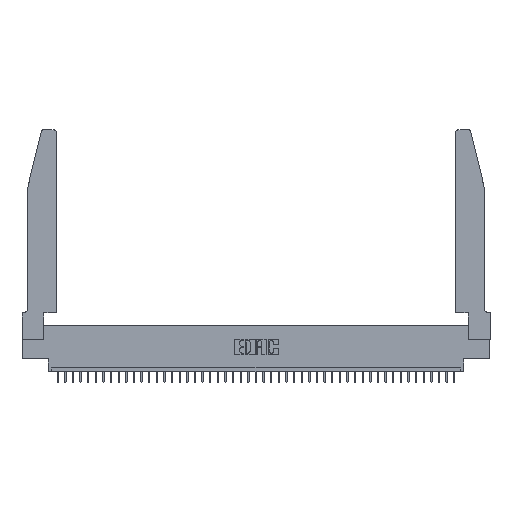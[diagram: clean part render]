
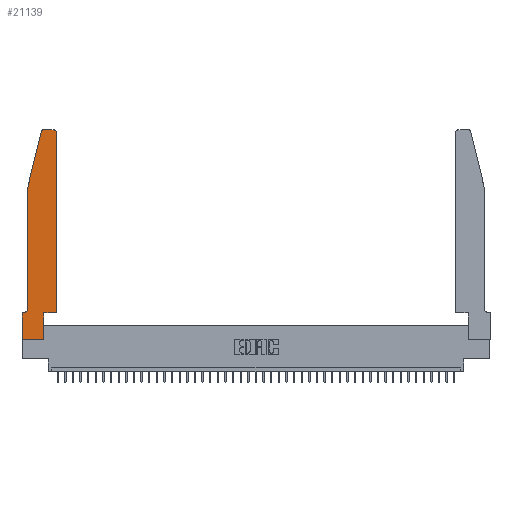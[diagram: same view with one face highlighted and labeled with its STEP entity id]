
A CAD part, top view. The second image highlights one B-rep face of the part: STEP entity #21139.
In plain terms, the highlighted planar face has unit normal (0, 0, 1).
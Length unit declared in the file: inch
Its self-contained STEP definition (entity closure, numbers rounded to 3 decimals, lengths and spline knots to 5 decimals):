
#268 = LINE ( 'NONE', #27033, #31354 ) ;
#1946 = EDGE_CURVE ( 'NONE', #9676, #18174, #268, .T. ) ;
#2051 = DIRECTION ( 'NONE',  ( 0., 0., 1. ) ) ;
#2079 = VERTEX_POINT ( 'NONE', #7196 ) ;
#2507 = VECTOR ( 'NONE', #22314, 39.37008 ) ;
#2764 = ORIENTED_EDGE ( 'NONE', *, *, #19496, .T. ) ;
#3228 = CARTESIAN_POINT ( 'NONE',  ( 0.4505, 2.72, 0.37 ) ) ;
#3897 = CARTESIAN_POINT ( 'NONE',  ( 0., 0.35, 0.37 ) ) ;
#4430 = VECTOR ( 'NONE', #33554, 39.37008 ) ;
#4501 = AXIS2_PLACEMENT_3D ( 'NONE', #32117, #2051, #15450 ) ;
#5726 = CARTESIAN_POINT ( 'NONE',  ( 0.0055, 0.35, 0.37 ) ) ;
#5944 = LINE ( 'NONE', #39959, #4430 ) ;
#6562 = EDGE_CURVE ( 'NONE', #18874, #21641, #33700, .T. ) ;
#7097 = CARTESIAN_POINT ( 'NONE',  ( 0., 0., 0.37 ) ) ;
#7181 = EDGE_CURVE ( 'NONE', #39766, #9676, #17270, .T. ) ;
#7195 = PLANE ( 'NONE',  #16619 ) ;
#7196 = CARTESIAN_POINT ( 'NONE',  ( 0.0755, 0.42, 0.37 ) ) ;
#8464 = CARTESIAN_POINT ( 'NONE',  ( 0.4505, 0.35, 0.37 ) ) ;
#9676 = VERTEX_POINT ( 'NONE', #8464 ) ;
#10377 = LINE ( 'NONE', #7097, #27789 ) ;
#10512 = LINE ( 'NONE', #13387, #10993 ) ;
#10966 = DIRECTION ( 'NONE',  ( 0., 0., -1. ) ) ;
#10987 = EDGE_CURVE ( 'NONE', #22005, #13283, #5944, .T. ) ;
#10993 = VECTOR ( 'NONE', #16890, 39.37008 ) ;
#12243 = CARTESIAN_POINT ( 'NONE',  ( 0., 0., 0.37 ) ) ;
#13012 = CARTESIAN_POINT ( 'NONE',  ( 0.284, 2.75, 0.37 ) ) ;
#13283 = VERTEX_POINT ( 'NONE', #21373 ) ;
#13387 = CARTESIAN_POINT ( 'NONE',  ( 0.2605, 2.75, 0.37 ) ) ;
#14999 = CARTESIAN_POINT ( 'NONE',  ( 0.284, 2.72, 0.37 ) ) ;
#15450 = DIRECTION ( 'NONE',  ( 1., 0., 0. ) ) ;
#15518 = ORIENTED_EDGE ( 'NONE', *, *, #7181, .T. ) ;
#15909 = DIRECTION ( 'NONE',  ( 1., 0., 0. ) ) ;
#16190 = DIRECTION ( 'NONE',  ( -0.239, -0.971, 0. ) ) ;
#16466 = AXIS2_PLACEMENT_3D ( 'NONE', #36894, #10966, #16917 ) ;
#16501 = EDGE_CURVE ( 'NONE', #22055, #26498, #10377, .T. ) ;
#16619 = AXIS2_PLACEMENT_3D ( 'NONE', #3897, #26211, #15909 ) ;
#16890 = DIRECTION ( 'NONE',  ( -1., 0., 0. ) ) ;
#16917 = DIRECTION ( 'NONE',  ( -1., 0., 0. ) ) ;
#16919 = EDGE_CURVE ( 'NONE', #2079, #22005, #34667, .T. ) ;
#17270 = LINE ( 'NONE', #31080, #27445 ) ;
#17726 = CARTESIAN_POINT ( 'NONE',  ( 0.2865, 0.35, 0.37 ) ) ;
#18008 = EDGE_CURVE ( 'NONE', #13283, #22055, #42308, .T. ) ;
#18126 = EDGE_CURVE ( 'NONE', #21641, #40715, #32843, .T. ) ;
#18174 = VERTEX_POINT ( 'NONE', #3228 ) ;
#18625 = VECTOR ( 'NONE', #16190, 39.37008 ) ;
#18874 = VERTEX_POINT ( 'NONE', #13012 ) ;
#19416 = ORIENTED_EDGE ( 'NONE', *, *, #16501, .T. ) ;
#19496 = EDGE_CURVE ( 'NONE', #33159, #18874, #10512, .T. ) ;
#19883 = ORIENTED_EDGE ( 'NONE', *, *, #10987, .T. ) ;
#20936 = DIRECTION ( 'NONE',  ( 1., 0., 0. ) ) ;
#21139 = ADVANCED_FACE ( 'NONE', ( #37246 ), #7195, .T. ) ;
#21373 = CARTESIAN_POINT ( 'NONE',  ( 0., 0.35, 0.37 ) ) ;
#21641 = VERTEX_POINT ( 'NONE', #34039 ) ;
#21655 = CARTESIAN_POINT ( 'NONE',  ( 0.0755, 2., 0.37 ) ) ;
#21900 = DIRECTION ( 'NONE',  ( 0., 1., 0. ) ) ;
#22005 = VERTEX_POINT ( 'NONE', #5726 ) ;
#22055 = VERTEX_POINT ( 'NONE', #26545 ) ;
#22314 = DIRECTION ( 'NONE',  ( 0., -1., 0. ) ) ;
#23600 = ORIENTED_EDGE ( 'NONE', *, *, #18008, .T. ) ;
#23762 = DIRECTION ( 'NONE',  ( 1., 0., 0. ) ) ;
#25985 = DIRECTION ( 'NONE',  ( 0., 1., 0. ) ) ;
#26211 = DIRECTION ( 'NONE',  ( 0., 0., 1. ) ) ;
#26498 = VERTEX_POINT ( 'NONE', #31719 ) ;
#26545 = CARTESIAN_POINT ( 'NONE',  ( 0., 0., 0.37 ) ) ;
#27033 = CARTESIAN_POINT ( 'NONE',  ( 0.4505, 0.35, 0.37 ) ) ;
#27445 = VECTOR ( 'NONE', #37249, 39.37008 ) ;
#27656 = CARTESIAN_POINT ( 'NONE',  ( 0.4205, 2.75, 0.37 ) ) ;
#27789 = VECTOR ( 'NONE', #23762, 39.37008 ) ;
#28458 = ORIENTED_EDGE ( 'NONE', *, *, #34570, .T. ) ;
#28660 = DIRECTION ( 'NONE',  ( 0., -1., 0. ) ) ;
#29314 = ORIENTED_EDGE ( 'NONE', *, *, #16919, .T. ) ;
#30487 = ORIENTED_EDGE ( 'NONE', *, *, #18126, .T. ) ;
#31068 = ORIENTED_EDGE ( 'NONE', *, *, #41847, .T. ) ;
#31080 = CARTESIAN_POINT ( 'NONE',  ( 0.4505, 0.35, 0.37 ) ) ;
#31106 = CIRCLE ( 'NONE', #4501, 0.03 ) ;
#31354 = VECTOR ( 'NONE', #21900, 39.37008 ) ;
#31719 = CARTESIAN_POINT ( 'NONE',  ( 0.2865, 0., 0.37 ) ) ;
#31960 = LINE ( 'NONE', #21655, #34494 ) ;
#32117 = CARTESIAN_POINT ( 'NONE',  ( 0.4205, 2.72, 0.37 ) ) ;
#32843 = LINE ( 'NONE', #39670, #18625 ) ;
#33159 = VERTEX_POINT ( 'NONE', #27656 ) ;
#33554 = DIRECTION ( 'NONE',  ( -1., 0., 0. ) ) ;
#33700 = CIRCLE ( 'NONE', #39333, 0.03 ) ;
#34039 = CARTESIAN_POINT ( 'NONE',  ( 0.25487, 2.72718, 0.37 ) ) ;
#34494 = VECTOR ( 'NONE', #28660, 39.37008 ) ;
#34570 = EDGE_CURVE ( 'NONE', #26498, #39766, #39827, .T. ) ;
#34667 = CIRCLE ( 'NONE', #16466, 0.07 ) ;
#35033 = ORIENTED_EDGE ( 'NONE', *, *, #39781, .T. ) ;
#35516 = ORIENTED_EDGE ( 'NONE', *, *, #6562, .T. ) ;
#35941 = ORIENTED_EDGE ( 'NONE', *, *, #1946, .T. ) ;
#36402 = VECTOR ( 'NONE', #25985, 39.37008 ) ;
#36894 = CARTESIAN_POINT ( 'NONE',  ( 0.0055, 0.42, 0.37 ) ) ;
#37246 = FACE_OUTER_BOUND ( 'NONE', #38286, .T. ) ;
#37249 = DIRECTION ( 'NONE',  ( 1., 0., 0. ) ) ;
#38286 = EDGE_LOOP ( 'NONE', ( #2764, #35516, #30487, #35033, #29314, #19883, #23600, #19416, #28458, #15518, #35941, #31068 ) ) ;
#39333 = AXIS2_PLACEMENT_3D ( 'NONE', #14999, #41565, #20936 ) ;
#39605 = CARTESIAN_POINT ( 'NONE',  ( 0.2865, 0.35, 0.37 ) ) ;
#39670 = CARTESIAN_POINT ( 'NONE',  ( 0.0755, 2., 0.37 ) ) ;
#39766 = VERTEX_POINT ( 'NONE', #17726 ) ;
#39781 = EDGE_CURVE ( 'NONE', #40715, #2079, #31960, .T. ) ;
#39827 = LINE ( 'NONE', #39605, #36402 ) ;
#39959 = CARTESIAN_POINT ( 'NONE',  ( 0.0755, 0.35, 0.37 ) ) ;
#40715 = VERTEX_POINT ( 'NONE', #42572 ) ;
#41565 = DIRECTION ( 'NONE',  ( 0., 0., 1. ) ) ;
#41847 = EDGE_CURVE ( 'NONE', #18174, #33159, #31106, .T. ) ;
#42308 = LINE ( 'NONE', #12243, #2507 ) ;
#42572 = CARTESIAN_POINT ( 'NONE',  ( 0.0755, 2., 0.37 ) ) ;
